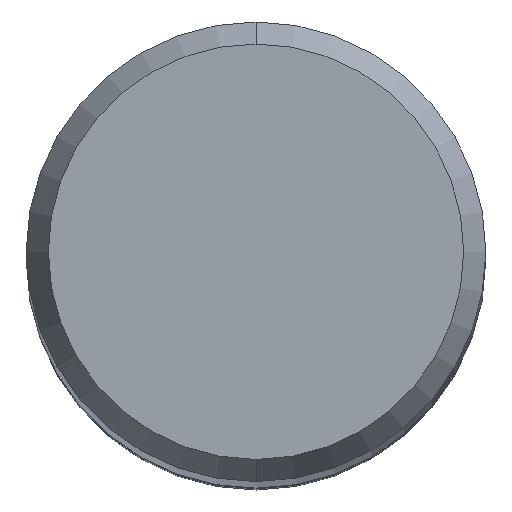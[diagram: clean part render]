
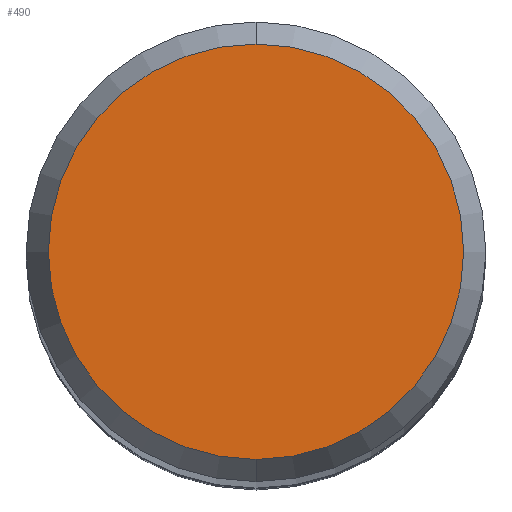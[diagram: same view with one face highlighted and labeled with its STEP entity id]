
A CAD part, top view. The second image highlights one B-rep face of the part: STEP entity #490.
In plain terms, the highlighted planar face has unit normal (0, 0, 1).
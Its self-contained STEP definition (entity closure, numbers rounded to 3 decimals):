
#194=EDGE_CURVE('',#372,#412,#523,.T.);
#354=EDGE_CURVE('',#412,#372,#708,.T.);
#372=VERTEX_POINT('',#727);
#412=VERTEX_POINT('',#768);
#490=ADVANCED_FACE('',(#853),#854,.T.);
#523=CIRCLE('',#882,2.152);
#708=CIRCLE('',#1193,2.152);
#727=CARTESIAN_POINT('',(0.,-2.152,0.0));
#768=CARTESIAN_POINT('',(0.0,2.152,0.0));
#853=FACE_OUTER_BOUND('',#1495,.T.);
#854=PLANE('',#1496);
#882=AXIS2_PLACEMENT_3D('',#1540,#1541,#1542);
#1193=AXIS2_PLACEMENT_3D('',#1795,#1796,#1797);
#1495=EDGE_LOOP('',(#1917,#1918));
#1496=AXIS2_PLACEMENT_3D('',#1919,#1920,#1921);
#1540=CARTESIAN_POINT('',(0.0,0.0,0.0));
#1541=DIRECTION('',(0.0,0.0,-1.0));
#1542=DIRECTION('',(0.0,1.0,0.0));
#1795=CARTESIAN_POINT('',(0.0,0.0,0.0));
#1796=DIRECTION('',(0.0,0.0,-1.0));
#1797=DIRECTION('',(0.0,1.0,0.0));
#1917=ORIENTED_EDGE('',*,*,#354,.F.);
#1918=ORIENTED_EDGE('',*,*,#194,.F.);
#1919=CARTESIAN_POINT('',(0.0,1.076,0.0));
#1920=DIRECTION('',(-0.0,0.0,1.0));
#1921=DIRECTION('',(0.0,-1.0,0.0));
